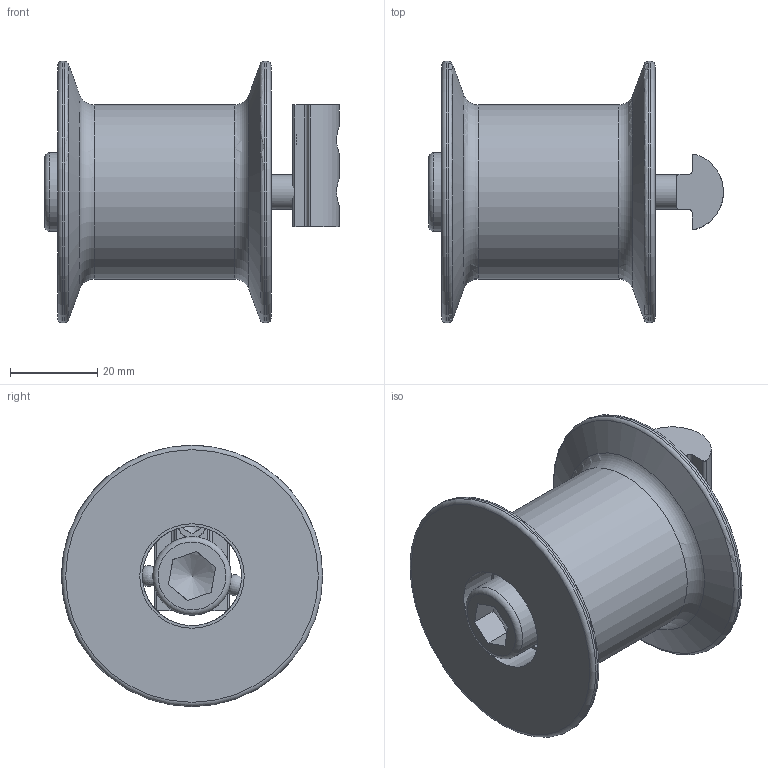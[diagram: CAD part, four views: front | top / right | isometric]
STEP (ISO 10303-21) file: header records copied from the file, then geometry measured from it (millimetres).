
FILE_DESCRIPTION(/* description */ ('KriTec Stabilisierungsrolle'),/* implementation_level */ '2;1');
FILE_NAME(/* name */ '22617_KriTec_Stabilisierungsrolle.stp',/* time_stamp */ '2021-02-22T13:21:10+01:00',/* author */ ('Nell'),/* organization */ (''),/* preprocessor_version */ 'ST-DEVELOPER v17',/* originating_system */ 'Autodesk Inventor 2018',/* authorisation */ '');
FILE_SCHEMA (('AUTOMOTIVE_DESIGN { 1 0 10303 214 3 1 1 }'));
Length unit declared in the file: millimetre
Products named in the file (8): 22617; ME2410012_A; ME2410010_A; ME2410000_A; MK2300052_A; SV2052V_A; ME1630021_A_2; DK0913080100_A
Assembly tree (9 placements, depth 3):
  22617
    ME2410012_A
    ME2410010_A  x2
    ME2410000_A
    MK2300052_A  x2
    SV2052V_A
      ME1630021_A_2
      DK0913080100_A
Bounding box: 67.7 x 60 x 60 mm (x, y, z)
Volume: 63917.8 mm3; surface area: 31378.1 mm2
Topology: 12 solids, 12 shells, 114 faces, 281 edges, 194 vertices
Faces by surface type: plane 44, cylinder 38, torus 23, cone 7, sphere 2
Full cylindrical faces by diameter (mm): 6.647 x2, 8 x2, 11.5 x1, 12 x6, 17.216 x4, 18 x3, 22.784 x4, 24 x1, 28 x4, 29.4 x1, 40 x1, 60 x2
Entity records: 3173 total; most frequent: CARTESIAN_POINT 586, DIRECTION 556, ORIENTED_EDGE 448, AXIS2_PLACEMENT_3D 240, EDGE_CURVE 224, VERTEX_POINT 160, CIRCLE 132, EDGE_LOOP 114
